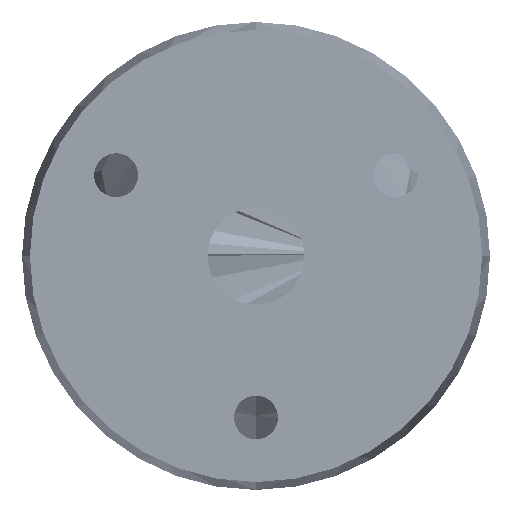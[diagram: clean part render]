
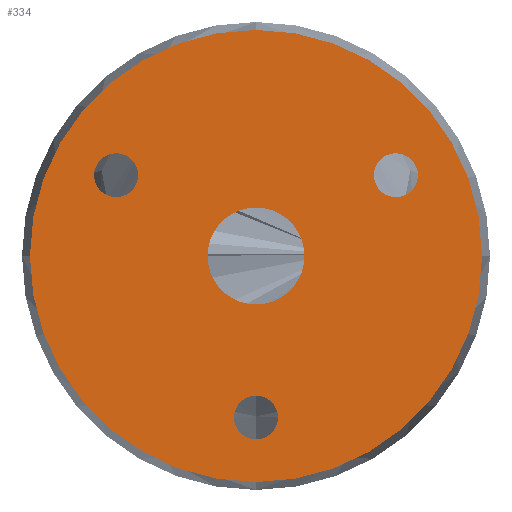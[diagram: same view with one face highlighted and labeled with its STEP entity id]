
A CAD part, front view. The second image highlights one B-rep face of the part: STEP entity #334.
In plain terms, the highlighted planar face has unit normal (0, -1, 0).
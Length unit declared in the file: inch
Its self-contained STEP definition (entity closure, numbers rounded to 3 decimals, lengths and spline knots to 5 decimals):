
#1=CARTESIAN_POINT('',(0.,0.,0.));
#2=DIRECTION('',(0.,1.,0.));
#3=DIRECTION('',(1.,0.,0.));
#4=AXIS2_PLACEMENT_3D('',#1,#2,#3);
#6=CARTESIAN_POINT('',(0.,0.,0.));
#7=DIRECTION('',(0.,1.,0.));
#8=DIRECTION('',(-1.,0.,0.));
#9=AXIS2_PLACEMENT_3D('',#6,#7,#8);
#11=CARTESIAN_POINT('',(0.,0.,0.));
#12=DIRECTION('',(0.,-1.,0.));
#13=DIRECTION('',(1.,0.,0.));
#14=AXIS2_PLACEMENT_3D('',#11,#12,#13);
#16=CARTESIAN_POINT('',(0.,0.,0.));
#17=DIRECTION('',(0.,-1.,0.));
#18=DIRECTION('',(-1.,0.,0.));
#19=AXIS2_PLACEMENT_3D('',#16,#17,#18);
#21=CARTESIAN_POINT('',(0.,0.,-0.625));
#22=DIRECTION('',(0.,1.,0.));
#23=DIRECTION('',(1.,0.,0.));
#24=AXIS2_PLACEMENT_3D('',#21,#22,#23);
#26=CARTESIAN_POINT('',(0.,0.,-0.625));
#27=DIRECTION('',(0.,1.,0.));
#28=DIRECTION('',(-1.,0.,0.));
#29=AXIS2_PLACEMENT_3D('',#26,#27,#28);
#31=CARTESIAN_POINT('',(-0.54127,0.,0.3125));
#32=DIRECTION('',(0.,1.,0.));
#33=DIRECTION('',(1.,0.,0.));
#34=AXIS2_PLACEMENT_3D('',#31,#32,#33);
#36=CARTESIAN_POINT('',(-0.54127,0.,0.3125));
#37=DIRECTION('',(0.,1.,0.));
#38=DIRECTION('',(-1.,0.,0.));
#39=AXIS2_PLACEMENT_3D('',#36,#37,#38);
#41=CARTESIAN_POINT('',(0.54127,0.,0.3125));
#42=DIRECTION('',(0.,1.,0.));
#43=DIRECTION('',(1.,0.,0.));
#44=AXIS2_PLACEMENT_3D('',#41,#42,#43);
#46=CARTESIAN_POINT('',(0.54127,0.,0.3125));
#47=DIRECTION('',(0.,1.,0.));
#48=DIRECTION('',(-1.,0.,0.));
#49=AXIS2_PLACEMENT_3D('',#46,#47,#48);
#235=CARTESIAN_POINT('',(0.875,0.,0.));
#236=CARTESIAN_POINT('',(-0.875,0.,0.));
#237=VERTEX_POINT('',#235);
#238=VERTEX_POINT('',#236);
#259=CARTESIAN_POINT('',(0.1875,0.,0.));
#260=CARTESIAN_POINT('',(-0.1875,0.,0.));
#261=VERTEX_POINT('',#259);
#262=VERTEX_POINT('',#260);
#267=CARTESIAN_POINT('',(0.085,0.,-0.625));
#268=CARTESIAN_POINT('',(-0.085,0.,-0.625));
#269=VERTEX_POINT('',#267);
#270=VERTEX_POINT('',#268);
#271=CARTESIAN_POINT('',(-0.45627,0.,0.3125));
#272=CARTESIAN_POINT('',(-0.62627,0.,0.3125));
#273=VERTEX_POINT('',#271);
#274=VERTEX_POINT('',#272);
#275=CARTESIAN_POINT('',(0.62627,0.,0.3125));
#276=CARTESIAN_POINT('',(0.45627,0.,0.3125));
#277=VERTEX_POINT('',#275);
#278=VERTEX_POINT('',#276);
#299=CARTESIAN_POINT('',(0.,0.,0.));
#300=DIRECTION('',(0.,1.,0.));
#301=DIRECTION('',(1.,0.,0.));
#302=AXIS2_PLACEMENT_3D('',#299,#300,#301);
#303=PLANE('',#302);
#305=ORIENTED_EDGE('',*,*,#304,.T.);
#307=ORIENTED_EDGE('',*,*,#306,.T.);
#308=EDGE_LOOP('',(#305,#307));
#309=FACE_OUTER_BOUND('',#308,.F.);
#311=ORIENTED_EDGE('',*,*,#310,.T.);
#313=ORIENTED_EDGE('',*,*,#312,.T.);
#314=EDGE_LOOP('',(#311,#313));
#315=FACE_BOUND('',#314,.F.);
#317=ORIENTED_EDGE('',*,*,#316,.F.);
#319=ORIENTED_EDGE('',*,*,#318,.F.);
#320=EDGE_LOOP('',(#317,#319));
#321=FACE_BOUND('',#320,.F.);
#323=ORIENTED_EDGE('',*,*,#322,.F.);
#325=ORIENTED_EDGE('',*,*,#324,.F.);
#326=EDGE_LOOP('',(#323,#325));
#327=FACE_BOUND('',#326,.F.);
#329=ORIENTED_EDGE('',*,*,#328,.F.);
#331=ORIENTED_EDGE('',*,*,#330,.F.);
#332=EDGE_LOOP('',(#329,#331));
#333=FACE_BOUND('',#332,.F.);
#5=CIRCLE('',#4,0.875);
#10=CIRCLE('',#9,0.875);
#15=CIRCLE('',#14,0.1875);
#20=CIRCLE('',#19,0.1875);
#25=CIRCLE('',#24,0.085);
#30=CIRCLE('',#29,0.085);
#35=CIRCLE('',#34,0.085);
#40=CIRCLE('',#39,0.085);
#45=CIRCLE('',#44,0.085);
#50=CIRCLE('',#49,0.085);
#304=EDGE_CURVE('',#237,#238,#5,.T.);
#306=EDGE_CURVE('',#238,#237,#10,.T.);
#310=EDGE_CURVE('',#261,#262,#15,.T.);
#312=EDGE_CURVE('',#262,#261,#20,.T.);
#316=EDGE_CURVE('',#269,#270,#25,.T.);
#318=EDGE_CURVE('',#270,#269,#30,.T.);
#322=EDGE_CURVE('',#273,#274,#35,.T.);
#324=EDGE_CURVE('',#274,#273,#40,.T.);
#328=EDGE_CURVE('',#277,#278,#45,.T.);
#330=EDGE_CURVE('',#278,#277,#50,.T.);
#334=ADVANCED_FACE('',(#309,#315,#321,#327,#333),#303,.F.);
